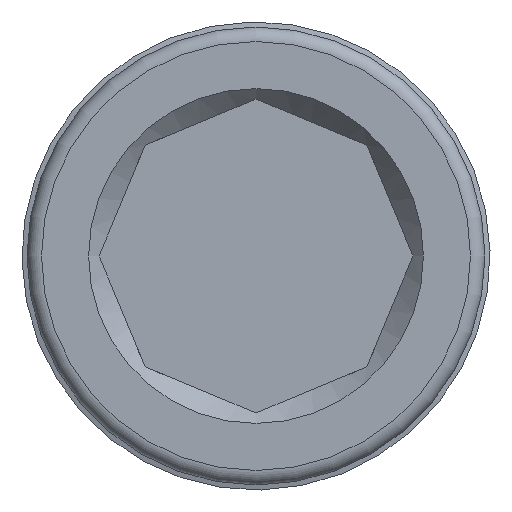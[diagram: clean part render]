
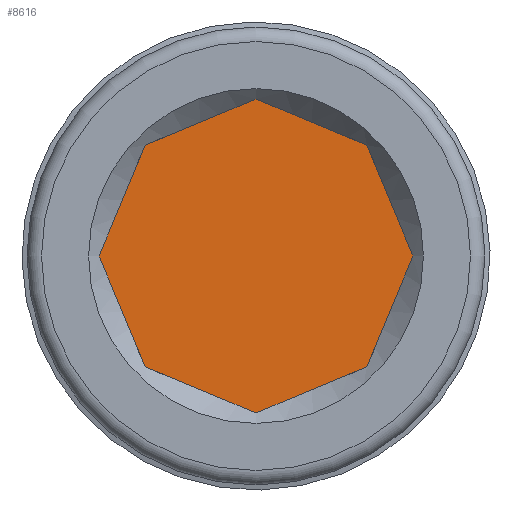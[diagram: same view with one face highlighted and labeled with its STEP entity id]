
A CAD part, left-side view. The second image highlights one B-rep face of the part: STEP entity #8616.
In plain terms, the highlighted planar face has unit normal (-1, 0, 0).
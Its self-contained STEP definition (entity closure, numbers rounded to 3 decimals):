
#1028=PLANE('',#9071);
#1950=FACE_OUTER_BOUND('',#2442,.T.);
#2442=EDGE_LOOP('',(#8110,#8111));
#3446=CIRCLE('',#8759,6.05);
#3447=CIRCLE('',#8760,6.05);
#3896=VERTEX_POINT('',#17884);
#3897=VERTEX_POINT('',#17885);
#4749=EDGE_CURVE('',#3896,#3897,#3446,.T.);
#4767=EDGE_CURVE('',#3897,#3896,#3447,.T.);
#8110=ORIENTED_EDGE('',*,*,#4749,.F.);
#8111=ORIENTED_EDGE('',*,*,#4767,.F.);
#8616=ADVANCED_FACE('',(#1950),#1028,.T.);
#8759=AXIS2_PLACEMENT_3D('',#17886,#9387,#9388);
#8760=AXIS2_PLACEMENT_3D('',#17952,#9390,#9391);
#9071=AXIS2_PLACEMENT_3D('',#63870,#10387,#10388);
#9387=DIRECTION('center_axis',(1.,0.,0.));
#9388=DIRECTION('ref_axis',(0.,-1.,0.));
#9390=DIRECTION('center_axis',(1.,0.,0.));
#9391=DIRECTION('ref_axis',(0.,-1.,0.));
#10387=DIRECTION('center_axis',(-1.,0.,0.));
#10388=DIRECTION('ref_axis',(0.,0.,1.));
#17884=CARTESIAN_POINT('',(8.,-6.05,0.));
#17885=CARTESIAN_POINT('',(8.,6.05,0.));
#17886=CARTESIAN_POINT('Origin',(8.,0.,0.));
#17952=CARTESIAN_POINT('Origin',(8.,0.,0.));
#63870=CARTESIAN_POINT('Origin',(8.,6.467,0.));
